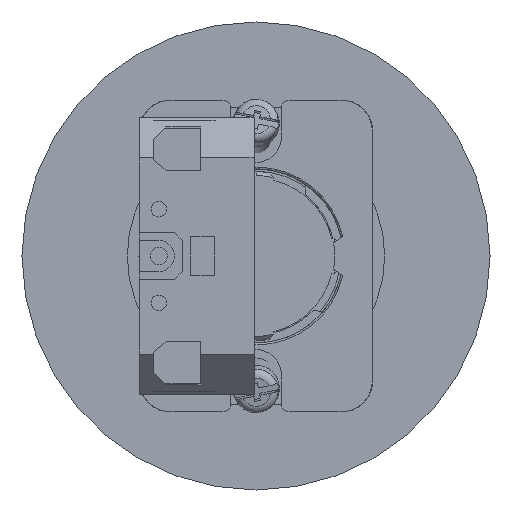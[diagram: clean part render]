
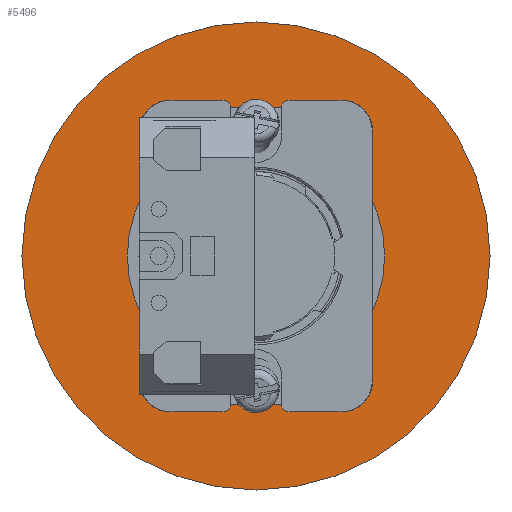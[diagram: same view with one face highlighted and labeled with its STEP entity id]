
A CAD part, front view. The second image highlights one B-rep face of the part: STEP entity #5496.
In plain terms, the highlighted planar face has unit normal (0, -1, 0).
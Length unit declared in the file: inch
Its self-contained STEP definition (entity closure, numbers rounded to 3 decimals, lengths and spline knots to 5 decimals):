
#436 = DIRECTION ( 'NONE',  ( 0., 0., 1. ) ) ;
#684 = ORIENTED_EDGE ( 'NONE', *, *, #10183, .T. ) ;
#742 = AXIS2_PLACEMENT_3D ( 'NONE', #7866, #1902, #8865 ) ;
#792 = CARTESIAN_POINT ( 'NONE',  ( 0., 1.47205, 0.64961 ) ) ;
#855 = DIRECTION ( 'NONE',  ( 0., 1., 0. ) ) ;
#990 = AXIS2_PLACEMENT_3D ( 'NONE', #12446, #6405, #436 ) ;
#1126 = AXIS2_PLACEMENT_3D ( 'NONE', #7574, #9614, #3600 ) ;
#1496 = ORIENTED_EDGE ( 'NONE', *, *, #7743, .F. ) ;
#1866 = EDGE_LOOP ( 'NONE', ( #7444, #1496 ) ) ;
#1902 = DIRECTION ( 'NONE',  ( 0., 1., 0. ) ) ;
#2305 = FACE_BOUND ( 'NONE', #8972, .T. ) ;
#2533 = CARTESIAN_POINT ( 'NONE',  ( 0., 1.47205, 1.1811 ) ) ;
#3005 = CARTESIAN_POINT ( 'NONE',  ( 0., 1.47205, -0.64961 ) ) ;
#3584 = DIRECTION ( 'NONE',  ( 0., 1., 0. ) ) ;
#3600 = DIRECTION ( 'NONE',  ( 0., 0., -1. ) ) ;
#4569 = CIRCLE ( 'NONE', #990, 0.64961 ) ;
#4793 = VERTEX_POINT ( 'NONE', #2533 ) ;
#5249 = FACE_OUTER_BOUND ( 'NONE', #1866, .T. ) ;
#5496 = ADVANCED_FACE ( 'NONE', ( #2305, #5249 ), #10573, .T. ) ;
#5863 = CIRCLE ( 'NONE', #9224, 0.64961 ) ;
#6405 = DIRECTION ( 'NONE',  ( 0., 1., 0. ) ) ;
#6829 = CARTESIAN_POINT ( 'NONE',  ( 0., 1.47205, 0. ) ) ;
#7218 = VERTEX_POINT ( 'NONE', #3005 ) ;
#7444 = ORIENTED_EDGE ( 'NONE', *, *, #9430, .F. ) ;
#7489 = EDGE_CURVE ( 'NONE', #7218, #8562, #4569, .T. ) ;
#7574 = CARTESIAN_POINT ( 'NONE',  ( -0.64961, 1.47205, 0. ) ) ;
#7743 = EDGE_CURVE ( 'NONE', #8488, #4793, #10055, .T. ) ;
#7852 = DIRECTION ( 'NONE',  ( 0., 0., 1. ) ) ;
#7866 = CARTESIAN_POINT ( 'NONE',  ( 0., 1.47205, 0. ) ) ;
#8488 = VERTEX_POINT ( 'NONE', #12710 ) ;
#8562 = VERTEX_POINT ( 'NONE', #792 ) ;
#8865 = DIRECTION ( 'NONE',  ( 0., 0., 1. ) ) ;
#8972 = EDGE_LOOP ( 'NONE', ( #684, #10197 ) ) ;
#9224 = AXIS2_PLACEMENT_3D ( 'NONE', #6829, #855, #7852 ) ;
#9430 = EDGE_CURVE ( 'NONE', #4793, #8488, #11215, .T. ) ;
#9585 = CARTESIAN_POINT ( 'NONE',  ( 0., 1.47205, 0. ) ) ;
#9614 = DIRECTION ( 'NONE',  ( 0., -1., 0. ) ) ;
#10055 = CIRCLE ( 'NONE', #742, 1.1811 ) ;
#10183 = EDGE_CURVE ( 'NONE', #8562, #7218, #5863, .T. ) ;
#10197 = ORIENTED_EDGE ( 'NONE', *, *, #7489, .T. ) ;
#10573 = PLANE ( 'NONE',  #1126 ) ;
#10599 = DIRECTION ( 'NONE',  ( 0., 0., 1. ) ) ;
#11215 = CIRCLE ( 'NONE', #12687, 1.1811 ) ;
#12446 = CARTESIAN_POINT ( 'NONE',  ( 0., 1.47205, 0. ) ) ;
#12687 = AXIS2_PLACEMENT_3D ( 'NONE', #9585, #3584, #10599 ) ;
#12710 = CARTESIAN_POINT ( 'NONE',  ( 0., 1.47205, -1.1811 ) ) ;
